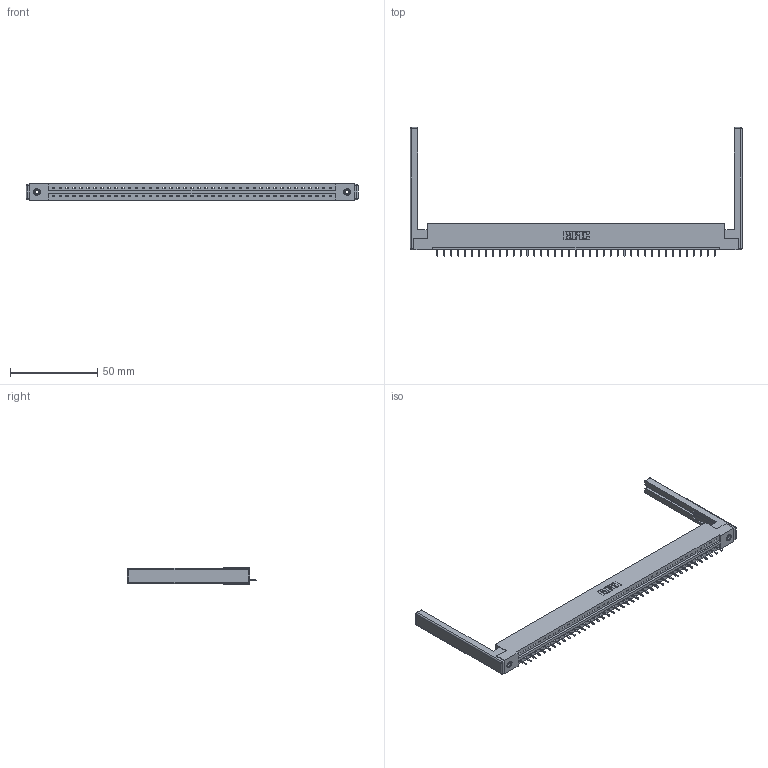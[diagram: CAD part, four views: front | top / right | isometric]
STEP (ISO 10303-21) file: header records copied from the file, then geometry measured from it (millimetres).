
FILE_DESCRIPTION (( 'STEP AP203' ), '1' );
FILE_NAME ('387-041-521-168.STEP', '2019-10-04T19:27:17', ( '' ), ( '' ), 'SwSTEP 2.0', 'SolidWorks 2016', '' );
FILE_SCHEMA (( 'CONFIG_CONTROL_DESIGN' ));
Length unit declared in the file: inch
Products named in the file (5): 387-041-521-168; 307-220-068; 345-292-001_345-293-121; 345-250-001_345-250-001-102; 337 Part_Flush Mounting Lugs - 0.156 Dia-TI
Assembly tree (46 placements, depth 2):
  387-041-521-168
    337 Part_Flush Mounting Lugs - 0.156 Dia-TI
    345-292-001_345-293-121  x41
    345-250-001_345-250-001-102  x2
    307-220-068  x2
Bounding box: 189.89 x 73.79 x 9.4 mm (x, y, z)
Volume: 23998 mm3; surface area: 23853.3 mm2
Topology: 46 solids, 46 shells, 2810 faces, 8409 edges, 5530 vertices
Faces by surface type: plane 2044, cylinder 742, cone 12, sphere 8, torus 4
Entity records: 33384 total; most frequent: CARTESIAN_POINT 5770, ORIENTED_EDGE 5736, DIRECTION 4932, EDGE_CURVE 2868, VECTOR 2690, LINE 2690, VERTEX_POINT 1902, AXIS2_PLACEMENT_3D 1121
